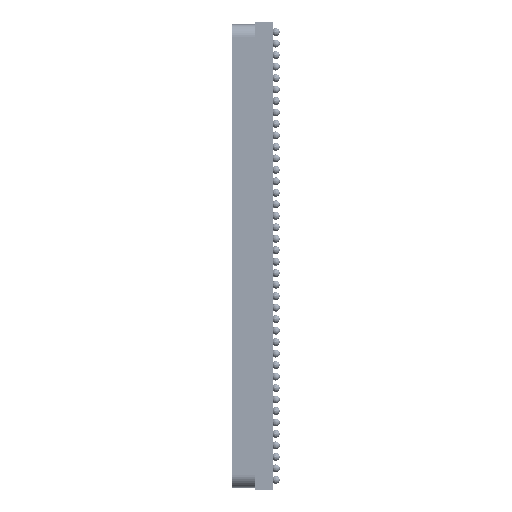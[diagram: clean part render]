
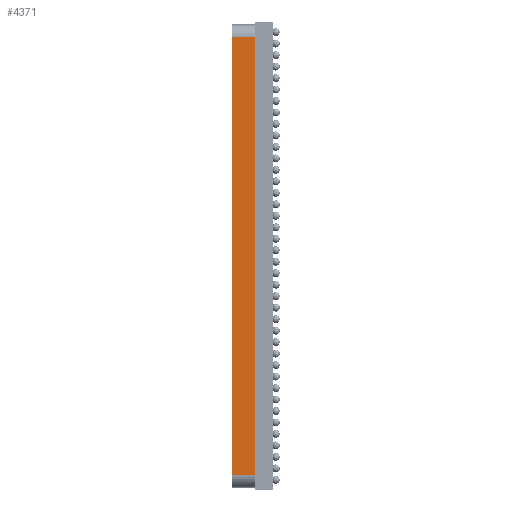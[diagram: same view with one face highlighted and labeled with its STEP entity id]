
A CAD part, left-side view. The second image highlights one B-rep face of the part: STEP entity #4371.
In plain terms, the highlighted planar face has unit normal (-1, 0, 0).
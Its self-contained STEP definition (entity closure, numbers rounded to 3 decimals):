
#3786=DIRECTION('',(0.,0.,1.));
#3787=VECTOR('',#3786,35.1);
#3788=CARTESIAN_POINT('',(-18.55,1.498,-17.55));
#3789=LINE('',#3788,#3787);
#3863=DIRECTION('',(0.,0.,1.));
#3864=VECTOR('',#3863,35.1);
#3865=CARTESIAN_POINT('',(-18.55,3.298,-17.55));
#3866=LINE('',#3865,#3864);
#3933=DIRECTION('',(0.,1.,0.));
#3934=VECTOR('',#3933,1.8);
#3935=CARTESIAN_POINT('',(-18.55,1.498,17.55));
#3936=LINE('',#3935,#3934);
#3937=DIRECTION('',(0.,1.,0.));
#3938=VECTOR('',#3937,1.8);
#3939=CARTESIAN_POINT('',(-18.55,1.498,-17.55));
#3940=LINE('',#3939,#3938);
#4053=CARTESIAN_POINT('',(-18.55,1.498,17.55));
#4055=VERTEX_POINT('',#4053);
#4067=CARTESIAN_POINT('',(-18.55,1.498,-17.55));
#4068=VERTEX_POINT('',#4067);
#4085=CARTESIAN_POINT('',(-18.55,3.298,17.55));
#4087=VERTEX_POINT('',#4085);
#4099=CARTESIAN_POINT('',(-18.55,3.298,-17.55));
#4100=VERTEX_POINT('',#4099);
#4359=CARTESIAN_POINT('',(-18.55,1.498,-17.55));
#4360=DIRECTION('',(-1.,0.,0.));
#4361=DIRECTION('',(0.,0.,1.));
#4362=AXIS2_PLACEMENT_3D('',#4359,#4360,#4361);
#4363=PLANE('',#4362);
#4364=ORIENTED_EDGE('',*,*,#4152,.F.);
#4366=ORIENTED_EDGE('',*,*,#4365,.T.);
#4367=ORIENTED_EDGE('',*,*,#4294,.T.);
#4368=ORIENTED_EDGE('',*,*,#4351,.F.);
#4369=EDGE_LOOP('',(#4364,#4366,#4367,#4368));
#4370=FACE_OUTER_BOUND('',#4369,.F.);
#4371=ADVANCED_FACE('',(#4370),#4363,.T.);
#4152=EDGE_CURVE('',#4068,#4055,#3789,.T.);
#4294=EDGE_CURVE('',#4100,#4087,#3866,.T.);
#4351=EDGE_CURVE('',#4055,#4087,#3936,.T.);
#4365=EDGE_CURVE('',#4068,#4100,#3940,.T.);
